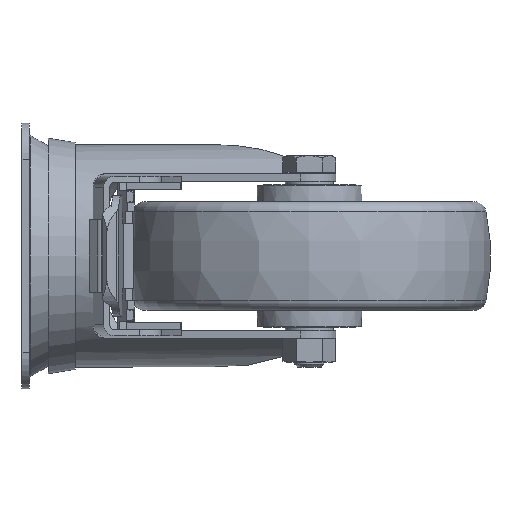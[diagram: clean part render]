
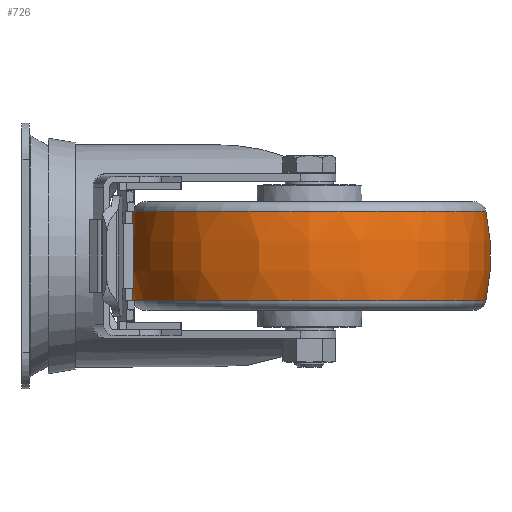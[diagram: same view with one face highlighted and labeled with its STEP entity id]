
A CAD part, left-side view. The second image highlights one B-rep face of the part: STEP entity #726.
In plain terms, the highlighted free-form (B-spline) face has degree [3, 3] with [4, 7] control points.
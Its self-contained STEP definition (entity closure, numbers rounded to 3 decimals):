
#726 = ADVANCED_FACE( '', ( #1630, #1631 ), #1632, .T. );
#1630 = FACE_OUTER_BOUND( '', #2777, .T. );
#1631 = FACE_OUTER_BOUND( '', #2778, .T. );
#1632 = ( BOUNDED_SURFACE(  )B_SPLINE_SURFACE( 3, 3, ( ( #2781, #2782, #2783, #2784, #2785, #2786, #2787 ), ( #2788, #2789, #2790, #2791, #2792, #2793, #2794 ), ( #2795, #2796, #2797, #2798, #2799, #2800, #2801 ), ( #2802, #2803, #2804, #2805, #2806, #2807, #2808 ) ), .UNSPECIFIED., .F., .T., .F. )B_SPLINE_SURFACE_WITH_KNOTS( ( 4, 4 ), ( 4, 3, 4 ), ( 0., 6.283 ), ( -0.207, 0., 0.207 ), .UNSPECIFIED. )GEOMETRIC_REPRESENTATION_ITEM(  )RATIONAL_B_SPLINE_SURFACE( ( ( 1., 0.333, 0.333, 1., 0.333, 0.333, 1. ), ( 0.986, 0.329, 0.329, 0.986, 0.329, 0.329, 0.986 ), ( 0.986, 0.329, 0.329, 0.986, 0.329, 0.329, 0.986 ), ( 1., 0.333, 0.333, 1., 0.333, 0.333, 1. ) ) )REPRESENTATION_ITEM( '' )SURFACE(  ) );
#2777 = EDGE_LOOP( '', ( #4575 ) );
#2778 = EDGE_LOOP( '', ( #4576 ) );
#2781 = CARTESIAN_POINT( '', ( 48.027, 0., -73.078 ) );
#2782 = CARTESIAN_POINT( '', ( 48.027, 146.156, -73.078 ) );
#2783 = CARTESIAN_POINT( '', ( 48.027, 146.156, 73.078 ) );
#2784 = CARTESIAN_POINT( '', ( 48.027, 0., 73.078 ) );
#2785 = CARTESIAN_POINT( '', ( 48.027, -146.156, 73.078 ) );
#2786 = CARTESIAN_POINT( '', ( 48.027, -146.156, -73.078 ) );
#2787 = CARTESIAN_POINT( '', ( 48.027, 0., -73.078 ) );
#2788 = CARTESIAN_POINT( '', ( 35.764, 0., -75.65 ) );
#2789 = CARTESIAN_POINT( '', ( 35.764, 151.3, -75.65 ) );
#2790 = CARTESIAN_POINT( '', ( 35.764, 151.3, 75.65 ) );
#2791 = CARTESIAN_POINT( '', ( 35.764, 0., 75.65 ) );
#2792 = CARTESIAN_POINT( '', ( 35.764, -151.3, 75.65 ) );
#2793 = CARTESIAN_POINT( '', ( 35.764, -151.3, -75.65 ) );
#2794 = CARTESIAN_POINT( '', ( 35.764, 0., -75.65 ) );
#2795 = CARTESIAN_POINT( '', ( 23.236, 0., -75.65 ) );
#2796 = CARTESIAN_POINT( '', ( 23.236, 151.3, -75.65 ) );
#2797 = CARTESIAN_POINT( '', ( 23.236, 151.3, 75.65 ) );
#2798 = CARTESIAN_POINT( '', ( 23.236, 0., 75.65 ) );
#2799 = CARTESIAN_POINT( '', ( 23.236, -151.3, 75.65 ) );
#2800 = CARTESIAN_POINT( '', ( 23.236, -151.3, -75.65 ) );
#2801 = CARTESIAN_POINT( '', ( 23.236, 0., -75.65 ) );
#2802 = CARTESIAN_POINT( '', ( 10.973, 0., -73.078 ) );
#2803 = CARTESIAN_POINT( '', ( 10.973, 146.156, -73.078 ) );
#2804 = CARTESIAN_POINT( '', ( 10.973, 146.156, 73.078 ) );
#2805 = CARTESIAN_POINT( '', ( 10.973, 0., 73.078 ) );
#2806 = CARTESIAN_POINT( '', ( 10.973, -146.156, 73.078 ) );
#2807 = CARTESIAN_POINT( '', ( 10.973, -146.156, -73.078 ) );
#2808 = CARTESIAN_POINT( '', ( 10.973, 0., -73.078 ) );
#4575 = ORIENTED_EDGE( '', *, *, #7214, .T. );
#4576 = ORIENTED_EDGE( '', *, *, #7104, .F. );
#7104 = EDGE_CURVE( '', #8639, #8639, #8640, .T. );
#7214 = EDGE_CURVE( '', #8797, #8797, #8798, .T. );
#8639 = VERTEX_POINT( '', #10853 );
#8640 = CIRCLE( '', #10854, 73.078 );
#8797 = VERTEX_POINT( '', #11135 );
#8798 = CIRCLE( '', #11136, 73.078 );
#10853 = CARTESIAN_POINT( '', ( 48.027, 0., -73.078 ) );
#10854 = AXIS2_PLACEMENT_3D( '', #12892, #12893, #12894 );
#11135 = CARTESIAN_POINT( '', ( 10.973, 0., -73.078 ) );
#11136 = AXIS2_PLACEMENT_3D( '', #13013, #13014, #13015 );
#12892 = CARTESIAN_POINT( '', ( 48.027, 0., 0. ) );
#12893 = DIRECTION( '', ( 1., 0., 0. ) );
#12894 = DIRECTION( '', ( 0., 0., -1. ) );
#13013 = CARTESIAN_POINT( '', ( 10.973, 0., 0. ) );
#13014 = DIRECTION( '', ( 1., 0., 0. ) );
#13015 = DIRECTION( '', ( 0., 0., -1. ) );
